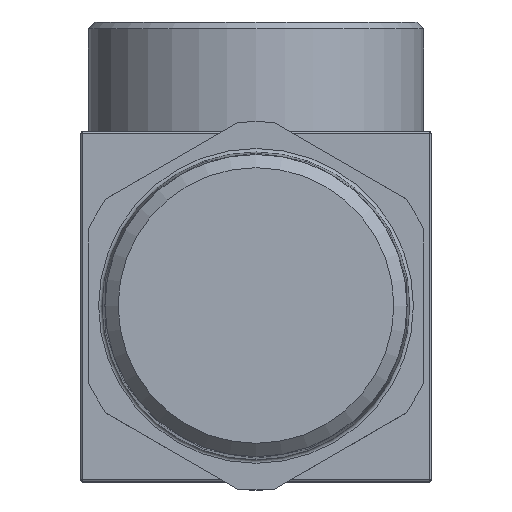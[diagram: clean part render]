
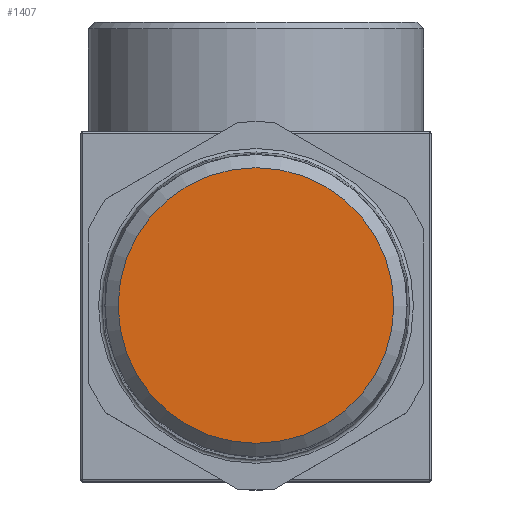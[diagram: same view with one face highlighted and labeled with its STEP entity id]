
A CAD part, top view. The second image highlights one B-rep face of the part: STEP entity #1407.
In plain terms, the highlighted planar face has unit normal (0, 0, 1).
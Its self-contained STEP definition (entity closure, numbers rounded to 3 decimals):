
#276=FACE_OUTER_BOUND('',#364,.T.);
#364=EDGE_LOOP('',(#1145,#1146));
#479=CIRCLE('',#1610,18.898);
#480=CIRCLE('',#1611,18.898);
#612=VERTEX_POINT('',#2622);
#613=VERTEX_POINT('',#2623);
#798=EDGE_CURVE('',#612,#613,#479,.T.);
#799=EDGE_CURVE('',#613,#612,#480,.T.);
#1145=ORIENTED_EDGE('',*,*,#798,.F.);
#1146=ORIENTED_EDGE('',*,*,#799,.F.);
#1247=PLANE('',#1609);
#1407=ADVANCED_FACE('',(#276),#1247,.T.);
#1609=AXIS2_PLACEMENT_3D('',#2621,#2037,#2038);
#1610=AXIS2_PLACEMENT_3D('',#2624,#2039,#2040);
#1611=AXIS2_PLACEMENT_3D('',#2625,#2041,#2042);
#2037=DIRECTION('center_axis',(0.,0.,1.));
#2038=DIRECTION('ref_axis',(1.,0.,0.));
#2039=DIRECTION('center_axis',(0.,0.,-1.));
#2040=DIRECTION('ref_axis',(1.,0.,0.));
#2041=DIRECTION('center_axis',(0.,0.,-1.));
#2042=DIRECTION('ref_axis',(1.,0.,0.));
#2621=CARTESIAN_POINT('Origin',(0.,18.898,40.135));
#2622=CARTESIAN_POINT('',(0.,18.898,40.135));
#2623=CARTESIAN_POINT('',(0.,-18.898,40.135));
#2624=CARTESIAN_POINT('Origin',(0.,0.,40.135));
#2625=CARTESIAN_POINT('Origin',(0.,0.,40.135));
